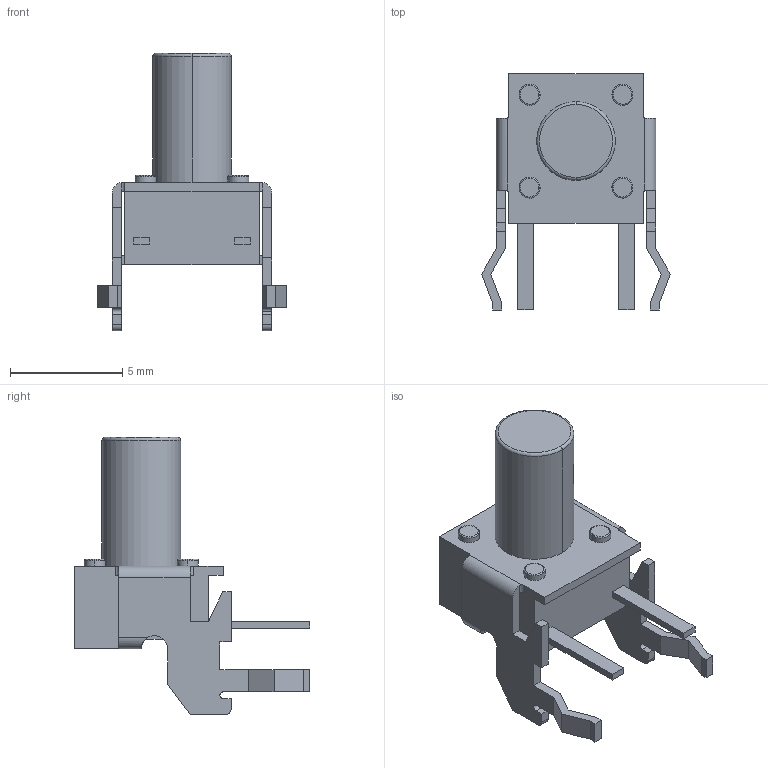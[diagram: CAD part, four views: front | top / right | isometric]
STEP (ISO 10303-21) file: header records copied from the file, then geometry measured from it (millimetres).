
FILE_DESCRIPTION(('STEP AP242'),'1');
FILE_NAME('1-1825027-2.stp','2022-08-22T00:34:55',('TraceParts'),('TraceParts S.A.'),'Spatial InterOp 3D',' ',' ');
FILE_SCHEMA(('AP242_MANAGED_MODEL_BASED_3D_ENGINEERING_MIM_LF {1 0 10303 442 1 1 4}'));
Length unit declared in the file: millimetre
Products named in the file (1): 1-1825027-2
Bounding box: 8.41 x 10.52 x 12.36 mm (x, y, z)
Volume: 207 mm3; surface area: 382.6 mm2
Topology: 1 solids, 1 shells, 127 faces, 348 edges, 226 vertices
Faces by surface type: plane 83, cylinder 26, torus 18
Entity records: 4063 total; most frequent: CARTESIAN_POINT 740, ORIENTED_EDGE 696, DIRECTION 694, EDGE_CURVE 348, LINE 246, VECTOR 246, VERTEX_POINT 226, AXIS2_PLACEMENT_3D 224
